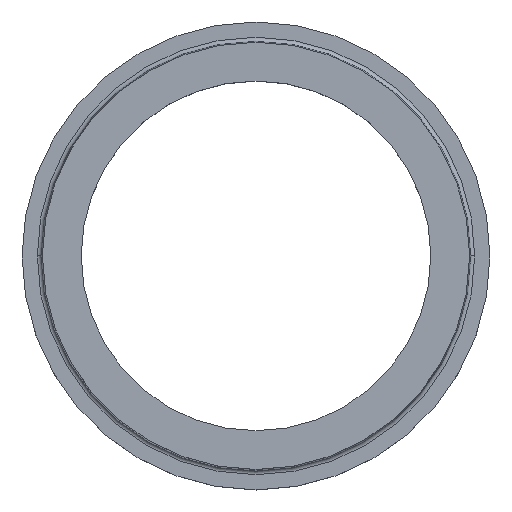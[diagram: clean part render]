
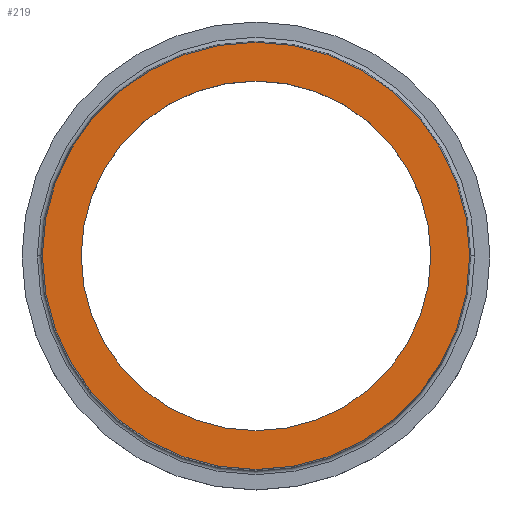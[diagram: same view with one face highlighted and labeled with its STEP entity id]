
A CAD part, top view. The second image highlights one B-rep face of the part: STEP entity #219.
In plain terms, the highlighted planar face has unit normal (0, 0, 1).
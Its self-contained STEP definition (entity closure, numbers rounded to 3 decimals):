
#15 = EDGE_CURVE ( 'NONE', #365, #437, #446, .T. ) ;
#26 = AXIS2_PLACEMENT_3D ( 'NONE', #138, #98, #27 ) ;
#27 = DIRECTION ( 'NONE',  ( -1., 0., 0. ) ) ;
#36 = DIRECTION ( 'NONE',  ( -1., 0., 0. ) ) ;
#39 = CARTESIAN_POINT ( 'NONE',  ( 0., 0., 140. ) ) ;
#44 = VERTEX_POINT ( 'NONE', #321 ) ;
#56 = CARTESIAN_POINT ( 'NONE',  ( -257.8, 0., 140. ) ) ;
#74 = EDGE_CURVE ( 'NONE', #350, #44, #469, .T. ) ;
#78 = CARTESIAN_POINT ( 'NONE',  ( 0., 0., 140. ) ) ;
#92 = AXIS2_PLACEMENT_3D ( 'NONE', #164, #366, #36 ) ;
#98 = DIRECTION ( 'NONE',  ( 0., 0., -1. ) ) ;
#105 = ORIENTED_EDGE ( 'NONE', *, *, #149, .F. ) ;
#112 = DIRECTION ( 'NONE',  ( 0., 0., 1. ) ) ;
#138 = CARTESIAN_POINT ( 'NONE',  ( 0., 0., 140. ) ) ;
#149 = EDGE_CURVE ( 'NONE', #437, #365, #176, .T. ) ;
#150 = FACE_BOUND ( 'NONE', #215, .T. ) ;
#164 = CARTESIAN_POINT ( 'NONE',  ( 0., 0., 140. ) ) ;
#167 = AXIS2_PLACEMENT_3D ( 'NONE', #78, #456, #452 ) ;
#176 = CIRCLE ( 'NONE', #167, 315. ) ;
#215 = EDGE_LOOP ( 'NONE', ( #227, #319 ) ) ;
#219 = ADVANCED_FACE ( 'NONE', ( #150, #449 ), #264, .T. ) ;
#224 = CARTESIAN_POINT ( 'NONE',  ( 0., 315., 140. ) ) ;
#227 = ORIENTED_EDGE ( 'NONE', *, *, #74, .T. ) ;
#264 = PLANE ( 'NONE',  #455 ) ;
#269 = CARTESIAN_POINT ( 'NONE',  ( -315., 0., 140. ) ) ;
#271 = DIRECTION ( 'NONE',  ( 0., 0., -1. ) ) ;
#273 = EDGE_CURVE ( 'NONE', #44, #350, #310, .T. ) ;
#309 = CARTESIAN_POINT ( 'NONE',  ( 315., 0., 140. ) ) ;
#310 = CIRCLE ( 'NONE', #377, 257.8 ) ;
#319 = ORIENTED_EDGE ( 'NONE', *, *, #273, .T. ) ;
#321 = CARTESIAN_POINT ( 'NONE',  ( 257.8, 0., 140. ) ) ;
#324 = EDGE_LOOP ( 'NONE', ( #105, #425 ) ) ;
#350 = VERTEX_POINT ( 'NONE', #56 ) ;
#365 = VERTEX_POINT ( 'NONE', #309 ) ;
#366 = DIRECTION ( 'NONE',  ( 0., 0., -1. ) ) ;
#377 = AXIS2_PLACEMENT_3D ( 'NONE', #39, #271, #381 ) ;
#381 = DIRECTION ( 'NONE',  ( -1., 0., 0. ) ) ;
#410 = DIRECTION ( 'NONE',  ( 1., 0., 0. ) ) ;
#425 = ORIENTED_EDGE ( 'NONE', *, *, #15, .F. ) ;
#437 = VERTEX_POINT ( 'NONE', #269 ) ;
#446 = CIRCLE ( 'NONE', #26, 315. ) ;
#449 = FACE_OUTER_BOUND ( 'NONE', #324, .T. ) ;
#452 = DIRECTION ( 'NONE',  ( -1., 0., 0. ) ) ;
#455 = AXIS2_PLACEMENT_3D ( 'NONE', #224, #112, #410 ) ;
#456 = DIRECTION ( 'NONE',  ( 0., 0., -1. ) ) ;
#469 = CIRCLE ( 'NONE', #92, 257.8 ) ;
